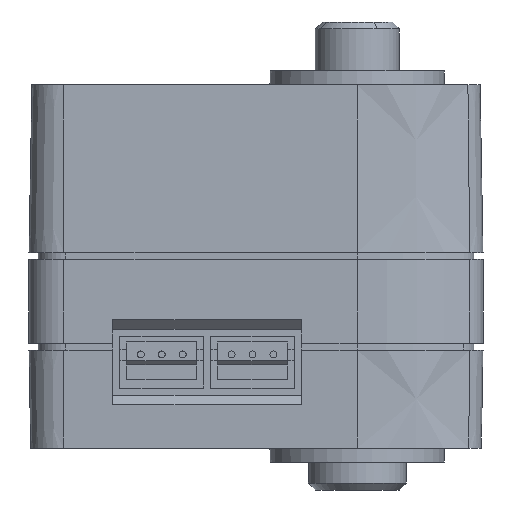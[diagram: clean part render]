
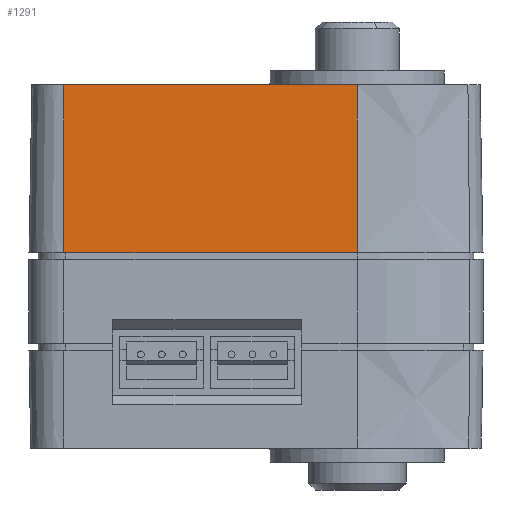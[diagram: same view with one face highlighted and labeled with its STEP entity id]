
A CAD part, front view. The second image highlights one B-rep face of the part: STEP entity #1291.
In plain terms, the highlighted planar face has unit normal (0, -1, 0.018).
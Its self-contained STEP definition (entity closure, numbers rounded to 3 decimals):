
#733=CARTESIAN_POINT('',(0.,-12.791,5.5));
#734=VERTEX_POINT('',#733);
#804=CARTESIAN_POINT('',(-21.0,-12.791,5.5));
#805=VERTEX_POINT('',#804);
#813=CARTESIAN_POINT('',(-21.0,-12.791,5.5));
#814=DIRECTION('',(1.0,0.0,0.0));
#815=VECTOR('',#814,1.0);
#816=LINE('',#813,#815);
#817=EDGE_CURVE('',#805,#734,#816,.T.);
#1249=CARTESIAN_POINT('',(-21.0,-13.0,-6.5));
#1250=VERTEX_POINT('',#1249);
#1258=CARTESIAN_POINT('',(-21.0,-13.0,-6.5));
#1259=DIRECTION('',(0.0,0.017,1.));
#1260=VECTOR('',#1259,1.);
#1261=LINE('',#1258,#1260);
#1262=EDGE_CURVE('',#1250,#805,#1261,.T.);
#1268=CARTESIAN_POINT('',(-22.05,-13.01,-7.1));
#1269=DIRECTION('',(0.0,-1.,0.017));
#1270=DIRECTION('',(1.0,0.0,0.0));
#1271=AXIS2_PLACEMENT_3D('',#1268,#1269,#1270);
#1272=PLANE('',#1271);
#1273=ORIENTED_EDGE('',*,*,#1262,.F.);
#1274=CARTESIAN_POINT('',(0.,-13.0,-6.5));
#1275=VERTEX_POINT('',#1274);
#1276=CARTESIAN_POINT('',(-21.0,-13.0,-6.5));
#1277=DIRECTION('',(1.0,0.0,0.0));
#1278=VECTOR('',#1277,1.0);
#1279=LINE('',#1276,#1278);
#1280=EDGE_CURVE('',#1250,#1275,#1279,.T.);
#1281=ORIENTED_EDGE('',*,*,#1280,.T.);
#1282=CARTESIAN_POINT('',(0.,-13.0,-6.5));
#1283=DIRECTION('',(0.,0.017,1.));
#1284=VECTOR('',#1283,1.);
#1285=LINE('',#1282,#1284);
#1286=EDGE_CURVE('',#1275,#734,#1285,.T.);
#1287=ORIENTED_EDGE('',*,*,#1286,.T.);
#1288=ORIENTED_EDGE('',*,*,#817,.F.);
#1289=EDGE_LOOP('',(#1273,#1281,#1287,#1288));
#1290=FACE_OUTER_BOUND('',#1289,.T.);
#1291=ADVANCED_FACE('',(#1290),#1272,.T.);
